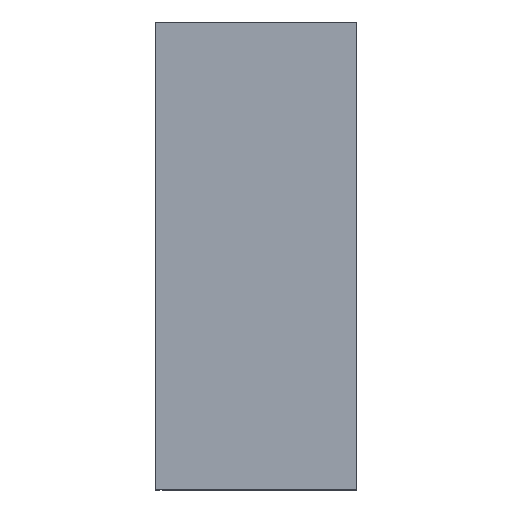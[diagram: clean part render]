
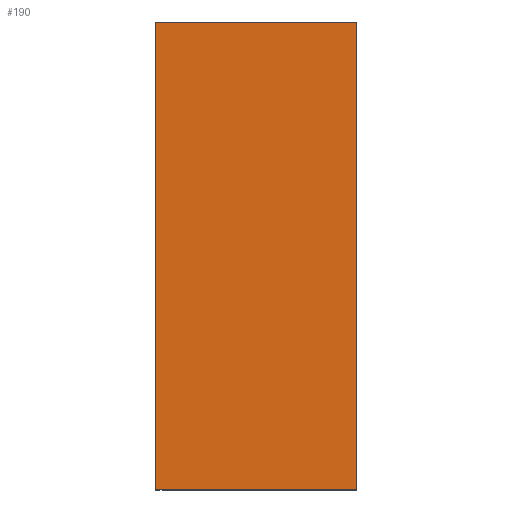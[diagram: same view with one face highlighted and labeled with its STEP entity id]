
A CAD part, top view. The second image highlights one B-rep face of the part: STEP entity #190.
In plain terms, the highlighted planar face has unit normal (-0.004, 0, 1).
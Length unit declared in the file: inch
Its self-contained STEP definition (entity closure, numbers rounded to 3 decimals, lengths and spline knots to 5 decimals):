
#24=FACE_OUTER_BOUND('',#34,.T.);
#34=EDGE_LOOP('',(#167,#168,#169,#170));
#38=LINE('',#271,#62);
#48=LINE('',#292,#72);
#57=LINE('',#308,#81);
#58=LINE('',#310,#82);
#62=VECTOR('',#222,0.3937);
#72=VECTOR('',#234,0.3937);
#81=VECTOR('',#255,0.3937);
#82=VECTOR('',#258,0.3937);
#86=VERTEX_POINT('',#268);
#87=VERTEX_POINT('',#270);
#96=VERTEX_POINT('',#289);
#97=VERTEX_POINT('',#291);
#102=EDGE_CURVE('',#87,#86,#38,.T.);
#112=EDGE_CURVE('',#97,#96,#48,.T.);
#121=EDGE_CURVE('',#97,#86,#57,.T.);
#122=EDGE_CURVE('',#96,#87,#58,.T.);
#167=ORIENTED_EDGE('',*,*,#102,.T.);
#168=ORIENTED_EDGE('',*,*,#121,.F.);
#169=ORIENTED_EDGE('',*,*,#112,.T.);
#170=ORIENTED_EDGE('',*,*,#122,.T.);
#180=PLANE('',#214);
#190=ADVANCED_FACE('',(#24),#180,.T.);
#214=AXIS2_PLACEMENT_3D('',#311,#259,#260);
#222=DIRECTION('',(1.,0.,0.003));
#234=DIRECTION('',(-1.,0.,-0.003));
#255=DIRECTION('',(0.,-1.,0.));
#258=DIRECTION('',(0.,-1.,0.));
#259=DIRECTION('center_axis',(-0.003,0.,
1.));
#260=DIRECTION('ref_axis',(-1.,0.,-0.003));
#268=CARTESIAN_POINT('',(-258.2367,1386.44701,-10.35956));
#270=CARTESIAN_POINT('',(-276.2367,1386.44701,-10.42206));
#271=CARTESIAN_POINT('',(-267.24701,1386.44701,-10.39084));
#289=CARTESIAN_POINT('',(-276.2367,1428.34701,-10.42206));
#291=CARTESIAN_POINT('',(-258.2367,1428.34701,-10.35956));
#292=CARTESIAN_POINT('',(-267.19493,1428.34701,-10.39066));
#308=CARTESIAN_POINT('',(-258.2367,1471.12201,-10.35956));
#310=CARTESIAN_POINT('',(-276.2367,1471.12201,-10.42206));
#311=CARTESIAN_POINT('Origin',(-258.2367,1471.12201,-10.35956));
